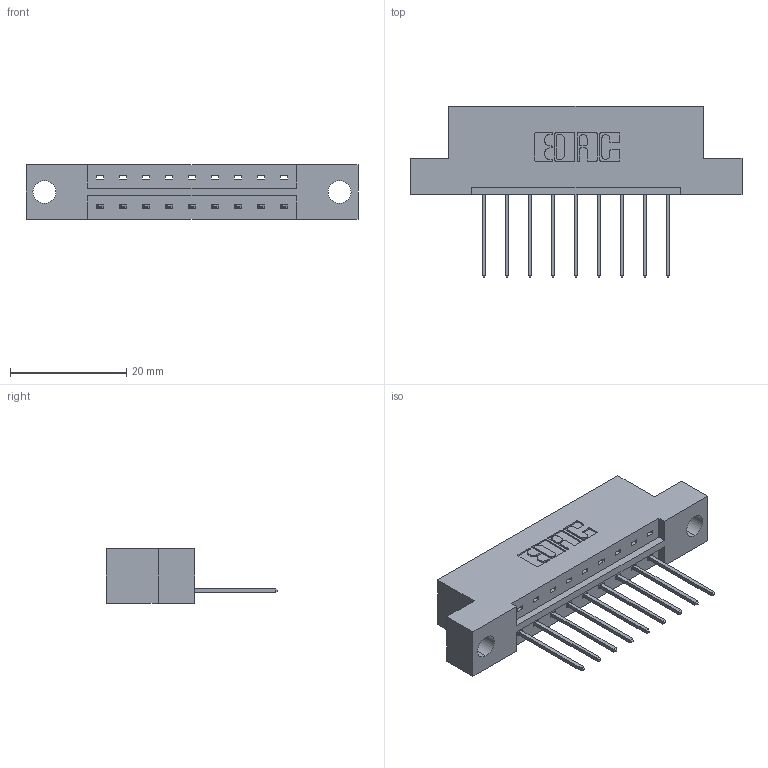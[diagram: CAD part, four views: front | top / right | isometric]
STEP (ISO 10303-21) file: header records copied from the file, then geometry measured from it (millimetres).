
FILE_DESCRIPTION (( 'STEP AP203' ), '1' );
FILE_NAME ('833-009-540-104.STEP', '2020-05-30T17:18:43', ( '' ), ( '' ), 'SwSTEP 2.0', 'SolidWorks 2020', '' );
FILE_SCHEMA (( 'CONFIG_CONTROL_DESIGN' ));
Length unit declared in the file: inch
Products named in the file (3): 833-009-540-104; 833 Part_Flush - .156 Dia - TH; 345-292-001_345-293-140
Assembly tree (10 placements, depth 2):
  833-009-540-104
    833 Part_Flush - .156 Dia - TH
    345-292-001_345-293-140  x9
Bounding box: 57.2 x 29.47 x 9.4 mm (x, y, z)
Volume: 5396.5 mm3; surface area: 5509.3 mm2
Topology: 10 solids, 10 shells, 636 faces, 1895 edges, 1250 vertices
Faces by surface type: plane 448, cylinder 188
Entity records: 9791 total; most frequent: CARTESIAN_POINT 1701, ORIENTED_EDGE 1646, DIRECTION 1501, EDGE_CURVE 823, LINE 695, VECTOR 695, VERTEX_POINT 546, AXIS2_PLACEMENT_3D 403
